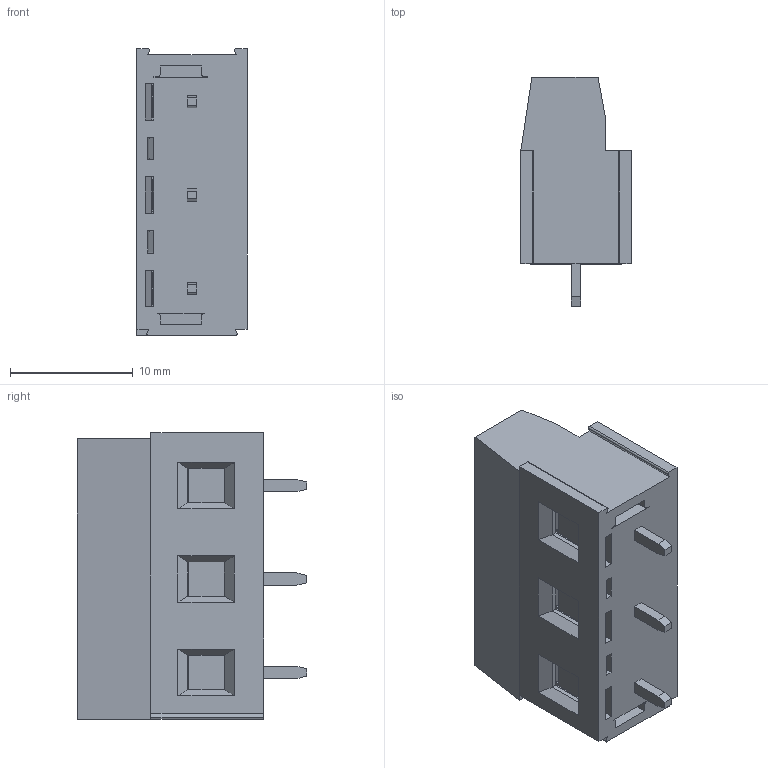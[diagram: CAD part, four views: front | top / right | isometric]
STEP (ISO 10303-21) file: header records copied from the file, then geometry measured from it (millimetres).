
FILE_DESCRIPTION( ('This file contains a STEP AP42 implementation' ,'as created by ZW3D STEP Interface translator.') ,'2;1' );
FILE_NAME( 'EH762-152S03ASM1.stp' ,'231123.104459', (''), ('ZWCAD Software Co.'), 'Version 1.0', 'ZW3D to STEP translator', '' );
FILE_SCHEMA(('AUTOMOTIVE_DESIGN { 1 0 10303 214 1 1 1 1 }'));
Length unit declared in the file: millimetre
Products named in the file (2): 0; EH762-152S03ASM1
Bounding box: 9 x 18.7 x 23.36 mm (x, y, z)
Volume: 2253.9 mm3; surface area: 3014.3 mm2
Topology: 1 solids, 4 shells, 416 faces, 1124 edges, 722 vertices
Faces by surface type: plane 301, cylinder 73, cone 24, torus 18
Entity records: 13496 total; most frequent: CARTESIAN_POINT 2407, ORIENTED_EDGE 2248, DIRECTION 2144, EDGE_CURVE 1124, VECTOR 882, LINE 882, VERTEX_POINT 722, AXIS2_PLACEMENT_3D 631
